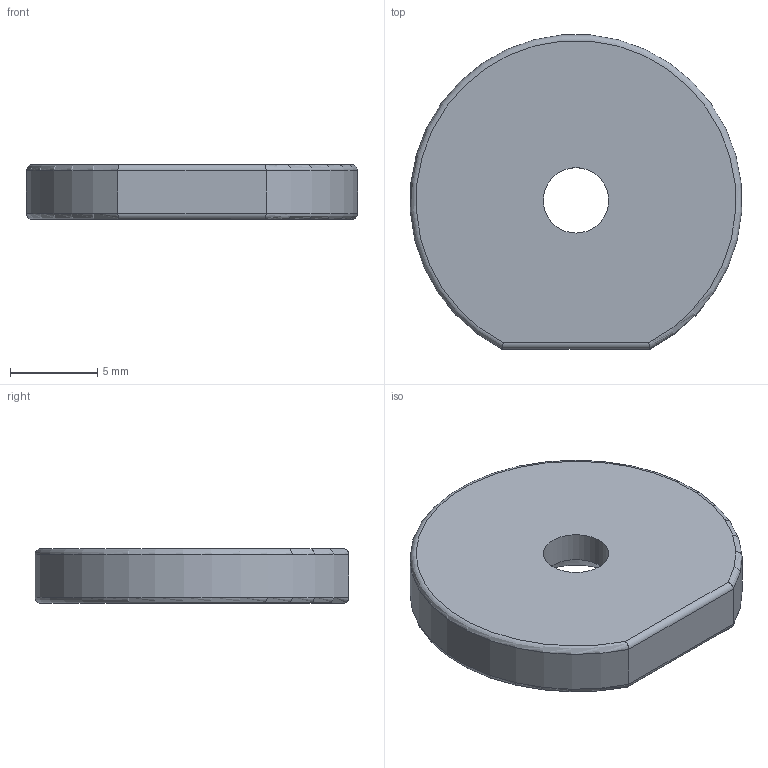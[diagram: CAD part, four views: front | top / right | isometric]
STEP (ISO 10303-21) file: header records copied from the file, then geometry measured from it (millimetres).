
FILE_DESCRIPTION(/* description */ (''),/* implementation_level */ '2;1');
FILE_NAME(/* name */ 'Magnet.step',/* time_stamp */ '2021-12-09T00:53:10-05:00',/* author */ (''),/* organization */ (''),/* preprocessor_version */ 'ST-DEVELOPER v18.1',/* originating_system */ 'Autodesk Translation Framework v10.10.0.1391',/* authorisation */ '');
FILE_SCHEMA (('AUTOMOTIVE_DESIGN { 1 0 10303 214 3 1 1 }'));
Length unit declared in the file: millimetre
Products named in the file (1): Tool plate magnet
Bounding box: 19 x 18.01 x 3.15 mm (x, y, z)
Volume: 827.4 mm3; surface area: 735.7 mm2
Topology: 1 solids, 1 shells, 11 faces, 22 edges, 13 vertices
Faces by surface type: cylinder 4, torus 3, plane 3, cone 1
Full cylindrical faces by diameter (mm): 3.75 x1
Entity records: 367 total; most frequent: CARTESIAN_POINT 99, DIRECTION 52, ORIENTED_EDGE 44, EDGE_CURVE 22, AXIS2_PLACEMENT_3D 22, EDGE_LOOP 13, VERTEX_POINT 13, FACE_OUTER_BOUND 11
